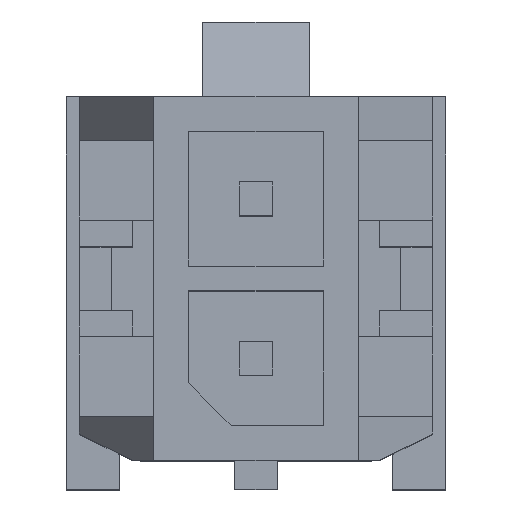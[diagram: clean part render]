
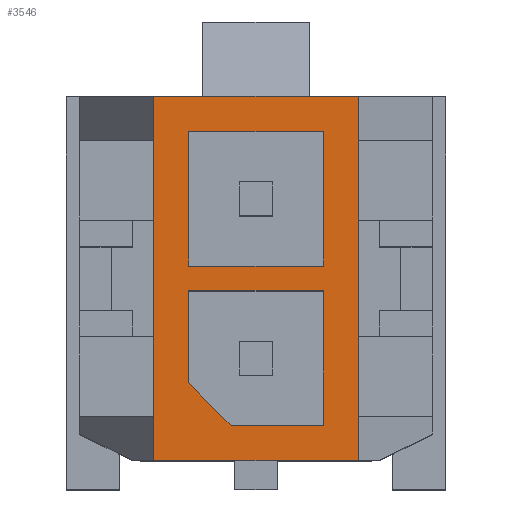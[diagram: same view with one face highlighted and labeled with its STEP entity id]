
A CAD part, top view. The second image highlights one B-rep face of the part: STEP entity #3546.
In plain terms, the highlighted planar face has unit normal (0, 0, 1).
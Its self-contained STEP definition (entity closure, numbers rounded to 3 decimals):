
#933=DIRECTION('',(0.,1.,0.));
#934=VECTOR('',#933,0.83);
#935=CARTESIAN_POINT('',(1.925,-3.43,4.955));
#936=LINE('',#935,#934);
#937=DIRECTION('',(1.,0.,0.));
#938=VECTOR('',#937,3.85);
#939=CARTESIAN_POINT('',(-1.925,-3.43,4.955));
#940=LINE('',#939,#938);
#941=DIRECTION('',(0.,1.,0.));
#942=VECTOR('',#941,0.83);
#943=CARTESIAN_POINT('',(-1.925,-3.43,4.955));
#944=LINE('',#943,#942);
#945=DIRECTION('',(0.,-1.,0.));
#946=VECTOR('',#945,5.2);
#947=CARTESIAN_POINT('',(-1.925,2.6,4.955));
#948=LINE('',#947,#946);
#949=DIRECTION('',(0.,1.,0.));
#950=VECTOR('',#949,0.83);
#951=CARTESIAN_POINT('',(-1.925,2.6,4.955));
#952=LINE('',#951,#950);
#953=DIRECTION('',(-1.,0.,0.));
#954=VECTOR('',#953,3.85);
#955=CARTESIAN_POINT('',(1.925,3.43,4.955));
#956=LINE('',#955,#954);
#957=DIRECTION('',(0.,1.,0.));
#958=VECTOR('',#957,0.83);
#959=CARTESIAN_POINT('',(1.925,2.6,4.955));
#960=LINE('',#959,#958);
#961=DIRECTION('',(0.,1.,0.));
#962=VECTOR('',#961,5.2);
#963=CARTESIAN_POINT('',(1.925,-2.6,4.955));
#964=LINE('',#963,#962);
#965=DIRECTION('',(0.,-1.,0.));
#966=VECTOR('',#965,2.54);
#967=CARTESIAN_POINT('',(-1.27,2.77,4.955));
#968=LINE('',#967,#966);
#969=DIRECTION('',(1.,0.,0.));
#970=VECTOR('',#969,2.54);
#971=CARTESIAN_POINT('',(-1.27,0.23,4.955));
#972=LINE('',#971,#970);
#973=DIRECTION('',(0.,1.,0.));
#974=VECTOR('',#973,2.54);
#975=CARTESIAN_POINT('',(1.27,0.23,4.955));
#976=LINE('',#975,#974);
#977=DIRECTION('',(-1.,0.,0.));
#978=VECTOR('',#977,2.54);
#979=CARTESIAN_POINT('',(1.27,2.77,4.955));
#980=LINE('',#979,#978);
#981=DIRECTION('',(0.,-1.,0.));
#982=VECTOR('',#981,1.74);
#983=CARTESIAN_POINT('',(-1.27,-0.23,4.955));
#984=LINE('',#983,#982);
#985=DIRECTION('',(0.707,-0.707,0.));
#986=VECTOR('',#985,1.131);
#987=CARTESIAN_POINT('',(-1.27,-1.97,4.955));
#988=LINE('',#987,#986);
#989=DIRECTION('',(1.,0.,0.));
#990=VECTOR('',#989,1.74);
#991=CARTESIAN_POINT('',(-0.47,-2.77,4.955));
#992=LINE('',#991,#990);
#993=DIRECTION('',(0.,1.,0.));
#994=VECTOR('',#993,2.54);
#995=CARTESIAN_POINT('',(1.27,-2.77,4.955));
#996=LINE('',#995,#994);
#997=DIRECTION('',(-1.,0.,0.));
#998=VECTOR('',#997,2.54);
#999=CARTESIAN_POINT('',(1.27,-0.23,4.955));
#1000=LINE('',#999,#998);
#1717=CARTESIAN_POINT('',(1.925,-3.43,4.955));
#1718=CARTESIAN_POINT('',(1.925,-2.6,4.955));
#1719=VERTEX_POINT('',#1717);
#1720=VERTEX_POINT('',#1718);
#1721=CARTESIAN_POINT('',(1.925,2.6,4.955));
#1722=CARTESIAN_POINT('',(1.925,3.43,4.955));
#1723=VERTEX_POINT('',#1721);
#1724=VERTEX_POINT('',#1722);
#1725=CARTESIAN_POINT('',(-1.925,-3.43,4.955));
#1726=CARTESIAN_POINT('',(-1.925,-2.6,4.955));
#1727=VERTEX_POINT('',#1725);
#1728=VERTEX_POINT('',#1726);
#1729=CARTESIAN_POINT('',(-1.925,2.6,4.955));
#1730=CARTESIAN_POINT('',(-1.925,3.43,4.955));
#1731=VERTEX_POINT('',#1729);
#1732=VERTEX_POINT('',#1730);
#1971=CARTESIAN_POINT('',(-1.27,2.77,4.955));
#1972=CARTESIAN_POINT('',(-1.27,0.23,4.955));
#1973=VERTEX_POINT('',#1971);
#1974=VERTEX_POINT('',#1972);
#1975=CARTESIAN_POINT('',(1.27,0.23,4.955));
#1976=VERTEX_POINT('',#1975);
#1977=CARTESIAN_POINT('',(1.27,2.77,4.955));
#1978=VERTEX_POINT('',#1977);
#1979=CARTESIAN_POINT('',(-1.27,-0.23,4.955));
#1980=CARTESIAN_POINT('',(-1.27,-1.97,4.955));
#1981=VERTEX_POINT('',#1979);
#1982=VERTEX_POINT('',#1980);
#1983=CARTESIAN_POINT('',(-0.47,-2.77,4.955));
#1984=CARTESIAN_POINT('',(1.27,-2.77,4.955));
#1985=VERTEX_POINT('',#1983);
#1986=VERTEX_POINT('',#1984);
#1987=CARTESIAN_POINT('',(1.27,-0.23,4.955));
#1988=VERTEX_POINT('',#1987);
#3504=CARTESIAN_POINT('',(0.,0.,4.955));
#3505=DIRECTION('',(0.,0.,1.));
#3506=DIRECTION('',(1.,0.,0.));
#3507=AXIS2_PLACEMENT_3D('',#3504,#3505,#3506);
#3508=PLANE('',#3507);
#3510=ORIENTED_EDGE('',*,*,#3509,.F.);
#3511=ORIENTED_EDGE('',*,*,#2845,.F.);
#3513=ORIENTED_EDGE('',*,*,#3512,.T.);
#3515=ORIENTED_EDGE('',*,*,#3514,.F.);
#3517=ORIENTED_EDGE('',*,*,#3516,.T.);
#3518=ORIENTED_EDGE('',*,*,#2503,.F.);
#3520=ORIENTED_EDGE('',*,*,#3519,.F.);
#3522=ORIENTED_EDGE('',*,*,#3521,.F.);
#3523=EDGE_LOOP('',(#3510,#3511,#3513,#3515,#3517,#3518,#3520,#3522));
#3524=FACE_OUTER_BOUND('',#3523,.F.);
#3525=ORIENTED_EDGE('',*,*,#3494,.T.);
#3527=ORIENTED_EDGE('',*,*,#3526,.T.);
#3529=ORIENTED_EDGE('',*,*,#3528,.T.);
#3531=ORIENTED_EDGE('',*,*,#3530,.T.);
#3532=EDGE_LOOP('',(#3525,#3527,#3529,#3531));
#3533=FACE_BOUND('',#3532,.F.);
#3535=ORIENTED_EDGE('',*,*,#3534,.T.);
#3537=ORIENTED_EDGE('',*,*,#3536,.T.);
#3539=ORIENTED_EDGE('',*,*,#3538,.T.);
#3541=ORIENTED_EDGE('',*,*,#3540,.T.);
#3543=ORIENTED_EDGE('',*,*,#3542,.T.);
#3544=EDGE_LOOP('',(#3535,#3537,#3539,#3541,#3543));
#3545=FACE_BOUND('',#3544,.F.);
#3546=ADVANCED_FACE('',(#3524,#3533,#3545),#3508,.T.);
#2503=EDGE_CURVE('',#1724,#1732,#956,.T.);
#2845=EDGE_CURVE('',#1727,#1719,#940,.T.);
#3494=EDGE_CURVE('',#1973,#1974,#968,.T.);
#3509=EDGE_CURVE('',#1719,#1720,#936,.T.);
#3512=EDGE_CURVE('',#1727,#1728,#944,.T.);
#3514=EDGE_CURVE('',#1731,#1728,#948,.T.);
#3516=EDGE_CURVE('',#1731,#1732,#952,.T.);
#3519=EDGE_CURVE('',#1723,#1724,#960,.T.);
#3521=EDGE_CURVE('',#1720,#1723,#964,.T.);
#3526=EDGE_CURVE('',#1974,#1976,#972,.T.);
#3528=EDGE_CURVE('',#1976,#1978,#976,.T.);
#3530=EDGE_CURVE('',#1978,#1973,#980,.T.);
#3534=EDGE_CURVE('',#1981,#1982,#984,.T.);
#3536=EDGE_CURVE('',#1982,#1985,#988,.T.);
#3538=EDGE_CURVE('',#1985,#1986,#992,.T.);
#3540=EDGE_CURVE('',#1986,#1988,#996,.T.);
#3542=EDGE_CURVE('',#1988,#1981,#1000,.T.);
